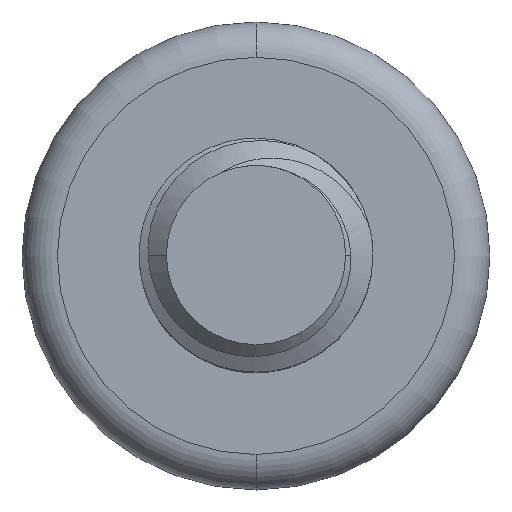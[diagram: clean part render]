
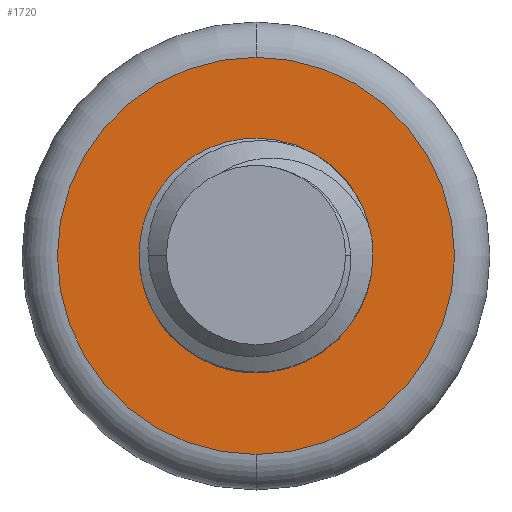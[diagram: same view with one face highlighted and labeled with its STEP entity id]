
A CAD part, top view. The second image highlights one B-rep face of the part: STEP entity #1720.
In plain terms, the highlighted face is planar.
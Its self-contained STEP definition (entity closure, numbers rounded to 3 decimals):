
#22=FACE_BOUND('',#377,.T.);
#23=PLANE('',#1865);
#281=FACE_OUTER_BOUND('',#376,.T.);
#376=EDGE_LOOP('',(#1370,#1371));
#377=EDGE_LOOP('',(#1372,#1373,#1374,#1375));
#415=B_SPLINE_CURVE_WITH_KNOTS('',3,(#3394,#3395,#3396,#3397,#3398,#3399,
#3400,#3401,#3402,#3403,#3404,#3405),.UNSPECIFIED.,.F.,.F.,(4,2,2,2,2,4),
(0.,0.,0.001,0.001,0.002,
0.003),.UNSPECIFIED.);
#416=B_SPLINE_CURVE_WITH_KNOTS('',3,(#3408,#3409,#3410,#3411,#3412,#3413,
#3414,#3415,#3416,#3417,#3418,#3419),.UNSPECIFIED.,.F.,.F.,(4,2,2,2,2,4),
(0.,0.001,0.001,0.002,
0.002,0.003),.UNSPECIFIED.);
#629=CIRCLE('',#1800,2.122);
#637=CIRCLE('',#1854,1.25);
#638=CIRCLE('',#1866,2.122);
#639=CIRCLE('',#1867,0.958);
#685=VERTEX_POINT('',#2376);
#686=VERTEX_POINT('',#2377);
#805=VERTEX_POINT('',#3268);
#807=VERTEX_POINT('',#3274);
#808=VERTEX_POINT('',#3393);
#809=VERTEX_POINT('',#3406);
#868=EDGE_CURVE('',#685,#686,#629,.T.);
#1024=EDGE_CURVE('',#805,#807,#637,.T.);
#1045=EDGE_CURVE('',#686,#685,#638,.T.);
#1046=EDGE_CURVE('',#807,#808,#415,.T.);
#1047=EDGE_CURVE('',#808,#809,#639,.T.);
#1048=EDGE_CURVE('',#809,#805,#416,.T.);
#1370=ORIENTED_EDGE('',*,*,#868,.F.);
#1371=ORIENTED_EDGE('',*,*,#1045,.F.);
#1372=ORIENTED_EDGE('',*,*,#1024,.T.);
#1373=ORIENTED_EDGE('',*,*,#1046,.T.);
#1374=ORIENTED_EDGE('',*,*,#1047,.T.);
#1375=ORIENTED_EDGE('',*,*,#1048,.T.);
#1720=ADVANCED_FACE('',(#281,#22),#23,.T.);
#1800=AXIS2_PLACEMENT_3D('',#2378,#1987,#1988);
#1854=AXIS2_PLACEMENT_3D('',#3280,#2151,#2152);
#1865=AXIS2_PLACEMENT_3D('',#3391,#2173,#2174);
#1866=AXIS2_PLACEMENT_3D('',#3392,#2175,#2176);
#1867=AXIS2_PLACEMENT_3D('',#3407,#2177,#2178);
#1987=DIRECTION('center_axis',(0.,0.,1.));
#1988=DIRECTION('ref_axis',(0.,-1.,0.));
#2151=DIRECTION('center_axis',(0.,0.,1.));
#2152=DIRECTION('ref_axis',(1.,0.,0.));
#2173=DIRECTION('center_axis',(0.,0.,-1.));
#2174=DIRECTION('ref_axis',(-1.,0.,0.));
#2175=DIRECTION('center_axis',(0.,0.,1.));
#2176=DIRECTION('ref_axis',(0.,-1.,0.));
#2177=DIRECTION('center_axis',(0.,0.,1.));
#2178=DIRECTION('ref_axis',(1.,0.,0.));
#2376=CARTESIAN_POINT('',(0.,-2.122,5.));
#2377=CARTESIAN_POINT('',(0.,2.122,5.));
#2378=CARTESIAN_POINT('Origin',(0.,0.,5.));
#3268=CARTESIAN_POINT('',(-0.386,1.189,5.));
#3274=CARTESIAN_POINT('',(-1.111,0.573,5.));
#3280=CARTESIAN_POINT('Origin',(0.,0.,5.));
#3391=CARTESIAN_POINT('Origin',(0.,0.,5.));
#3392=CARTESIAN_POINT('Origin',(0.,0.,5.));
#3393=CARTESIAN_POINT('',(0.296,-0.911,5.));
#3394=CARTESIAN_POINT('Ctrl Pts',(-1.111,0.573,5.));
#3395=CARTESIAN_POINT('Ctrl Pts',(-1.152,0.471,5.));
#3396=CARTESIAN_POINT('Ctrl Pts',(-1.179,0.365,5.));
#3397=CARTESIAN_POINT('Ctrl Pts',(-1.202,0.147,5.));
#3398=CARTESIAN_POINT('Ctrl Pts',(-1.199,0.037,
5.));
#3399=CARTESIAN_POINT('Ctrl Pts',(-1.144,-0.285,
5.));
#3400=CARTESIAN_POINT('Ctrl Pts',(-1.047,-0.493,
5.));
#3401=CARTESIAN_POINT('Ctrl Pts',(-0.756,-0.815,
5.));
#3402=CARTESIAN_POINT('Ctrl Pts',(-0.559,-0.931,5.));
#3403=CARTESIAN_POINT('Ctrl Pts',(-0.13,-1.025,
5.));
#3404=CARTESIAN_POINT('Ctrl Pts',(0.096,-1.006,
5.));
#3405=CARTESIAN_POINT('Ctrl Pts',(0.296,-0.911,5.));
#3406=CARTESIAN_POINT('',(0.851,-0.439,5.));
#3407=CARTESIAN_POINT('Origin',(0.,0.,5.));
#3408=CARTESIAN_POINT('Ctrl Pts',(0.851,-0.439,5.));
#3409=CARTESIAN_POINT('Ctrl Pts',(0.975,-0.256,
5.));
#3410=CARTESIAN_POINT('Ctrl Pts',(1.036,-0.038,
5.));
#3411=CARTESIAN_POINT('Ctrl Pts',(1.012,0.401,5.));
#3412=CARTESIAN_POINT('Ctrl Pts',(0.927,0.611,5.));
#3413=CARTESIAN_POINT('Ctrl Pts',(0.655,0.955,5.));
#3414=CARTESIAN_POINT('Ctrl Pts',(0.468,1.086,5.));
#3415=CARTESIAN_POINT('Ctrl Pts',(0.159,1.191,5.));
#3416=CARTESIAN_POINT('Ctrl Pts',(0.05,1.211,5.));
#3417=CARTESIAN_POINT('Ctrl Pts',(-0.168,1.221,5.));
#3418=CARTESIAN_POINT('Ctrl Pts',(-0.278,1.212,5.));
#3419=CARTESIAN_POINT('Ctrl Pts',(-0.386,1.189,5.));
